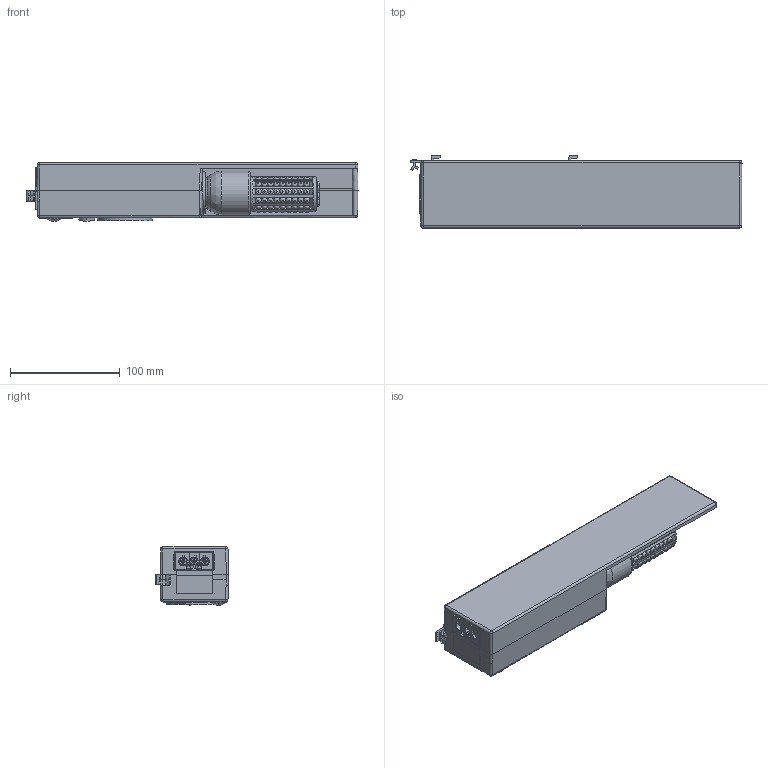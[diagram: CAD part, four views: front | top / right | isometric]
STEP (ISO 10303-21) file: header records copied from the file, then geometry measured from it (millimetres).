
FILE_DESCRIPTION(/* description */ (''),/* implementation_level */ '2;1');
FILE_NAME(/* name */ '104401_LS15-LED.stp',/* time_stamp */ '2024-08-03T11:06:42+02:00',/* author */ ('cad'),/* organization */ (''),/* preprocessor_version */ 'ST-DEVELOPER v15.6',/* originating_system */ 'Autodesk Inventor 2015',/* authorisation */ '');
FILE_SCHEMA (('AUTOMOTIVE_DESIGN { 1 0 10303 214 3 1 1 }'));
Length unit declared in the file: millimetre
Products named in the file (1): 100143_LS15-B-LED_Shrinkwrap_1
Bounding box: 302 x 66.21 x 53.12 mm (x, y, z)
Surface area: 124175.8 mm2 (no closed solid volume)
Topology: 0 solids, 107 shells, 886 faces, 3418 edges, 2558 vertices
Faces by surface type: plane 593, cylinder 144, bspline 116, cone 16, sphere 14, torus 3
Full cylindrical faces by diameter (mm): 3.976 x1, 5 x16, 26.441 x1, 27 x1, 32 x1, 38.2 x3, 39 x1, 40 x1, 50 x1
Entity records: 40667 total; most frequent: CARTESIAN_POINT 12324, DIRECTION 5462, ORIENTED_EDGE 5432, EDGE_CURVE 3365, VERTEX_POINT 2547, LINE 2206, VECTOR 2206, AXIS2_PLACEMENT_3D 1628
